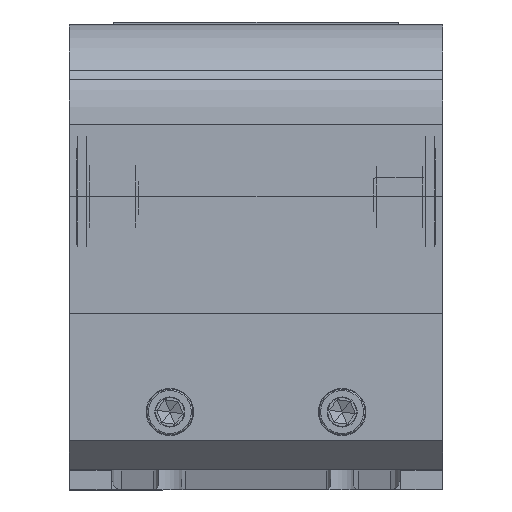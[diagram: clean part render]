
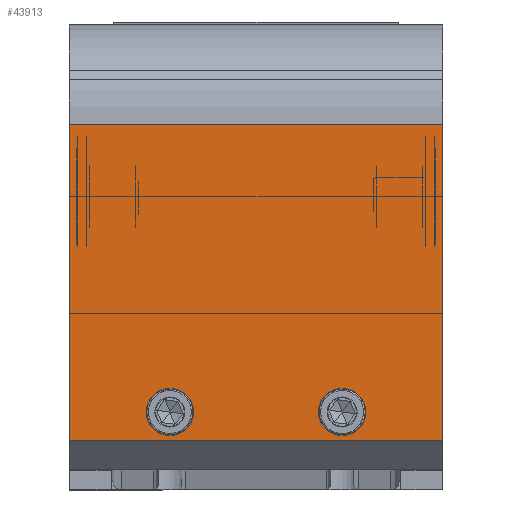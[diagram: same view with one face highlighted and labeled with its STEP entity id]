
A CAD part, top view. The second image highlights one B-rep face of the part: STEP entity #43913.
In plain terms, the highlighted planar face has unit normal (0, 0, 1).
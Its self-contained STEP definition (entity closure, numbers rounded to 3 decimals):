
#11701 = DIRECTION ( 'NONE',  ( -1., 0., 0. ) ) ;
#16877 = CARTESIAN_POINT ( 'NONE',  ( 208.467, 197.762, 762.525 ) ) ;
#20651 = CARTESIAN_POINT ( 'NONE',  ( 208.467, 307.762, 762.525 ) ) ;
#20704 = VERTEX_POINT ( 'NONE', #340346 ) ;
#31245 = ORIENTED_EDGE ( 'NONE', *, *, #228514, .F. ) ;
#32144 = AXIS2_PLACEMENT_3D ( 'NONE', #293761, #210082, #157507 ) ;
#36357 = CIRCLE ( 'NONE', #231972, 8.25 ) ;
#43913 = ADVANCED_FACE ( 'NONE', ( #255961, #310159, #304992 ), #95051, .F. ) ;
#47043 = EDGE_CURVE ( 'NONE', #70471, #162141, #93792, .T. ) ;
#52808 = ORIENTED_EDGE ( 'NONE', *, *, #345597, .F. ) ;
#65313 = DIRECTION ( 'NONE',  ( 0., 0., -1. ) ) ;
#68735 = CARTESIAN_POINT ( 'NONE',  ( 208.467, 197.762, 762.525 ) ) ;
#70471 = VERTEX_POINT ( 'NONE', #20651 ) ;
#83849 = ORIENTED_EDGE ( 'NONE', *, *, #47043, .F. ) ;
#87099 = EDGE_CURVE ( 'NONE', #70471, #202782, #176233, .T. ) ;
#90298 = DIRECTION ( 'NONE',  ( 0., -1., 0. ) ) ;
#92048 = CARTESIAN_POINT ( 'NONE',  ( 208.467, 197.762, 762.525 ) ) ;
#93792 = LINE ( 'NONE', #92048, #153961 ) ;
#95051 = PLANE ( 'NONE',  #326045 ) ;
#97107 = EDGE_LOOP ( 'NONE', ( #241918, #197510, #83849, #177917 ) ) ;
#98878 = AXIS2_PLACEMENT_3D ( 'NONE', #278234, #227610, #332397 ) ;
#98939 = DIRECTION ( 'NONE',  ( 0., 0., 1. ) ) ;
#109304 = VECTOR ( 'NONE', #11701, 1000. ) ;
#132016 = EDGE_CURVE ( 'NONE', #162141, #207904, #238033, .T. ) ;
#132983 = CARTESIAN_POINT ( 'NONE',  ( 208.467, 197.762, 762.525 ) ) ;
#142287 = DIRECTION ( 'NONE',  ( 1., 0., 0. ) ) ;
#151978 = CARTESIAN_POINT ( 'NONE',  ( 121.717, 207.762, 762.525 ) ) ;
#152823 = EDGE_CURVE ( 'NONE', #202782, #207904, #317790, .T. ) ;
#153961 = VECTOR ( 'NONE', #90298, 1000. ) ;
#157507 = DIRECTION ( 'NONE',  ( 1., 0., 0. ) ) ;
#162141 = VERTEX_POINT ( 'NONE', #16877 ) ;
#168569 = CARTESIAN_POINT ( 'NONE',  ( 113.467, 207.762, 762.525 ) ) ;
#169040 = CARTESIAN_POINT ( 'NONE',  ( 165.217, 207.762, 762.525 ) ) ;
#174896 = EDGE_CURVE ( 'NONE', #268880, #270897, #255248, .T. ) ;
#175688 = DIRECTION ( 'NONE',  ( -1., 0., 0. ) ) ;
#176233 = LINE ( 'NONE', #227026, #109304 ) ;
#177917 = ORIENTED_EDGE ( 'NONE', *, *, #87099, .T. ) ;
#179596 = CARTESIAN_POINT ( 'NONE',  ( 173.467, 207.762, 762.525 ) ) ;
#179762 = VECTOR ( 'NONE', #314890, 1000. ) ;
#185060 = CARTESIAN_POINT ( 'NONE',  ( 78.467, 197.762, 762.525 ) ) ;
#191401 = DIRECTION ( 'NONE',  ( 0., 0., 1. ) ) ;
#192321 = EDGE_CURVE ( 'NONE', #223759, #20704, #244673, .T. ) ;
#195043 = CARTESIAN_POINT ( 'NONE',  ( 78.467, 197.762, 762.525 ) ) ;
#197510 = ORIENTED_EDGE ( 'NONE', *, *, #132016, .F. ) ;
#200180 = ORIENTED_EDGE ( 'NONE', *, *, #192321, .F. ) ;
#202782 = VERTEX_POINT ( 'NONE', #337995 ) ;
#207904 = VERTEX_POINT ( 'NONE', #195043 ) ;
#210082 = DIRECTION ( 'NONE',  ( 0., 0., 1. ) ) ;
#223759 = VERTEX_POINT ( 'NONE', #169040 ) ;
#227026 = CARTESIAN_POINT ( 'NONE',  ( 208.467, 307.762, 762.525 ) ) ;
#227610 = DIRECTION ( 'NONE',  ( 0., 0., 1. ) ) ;
#228514 = EDGE_CURVE ( 'NONE', #270897, #268880, #36357, .T. ) ;
#231972 = AXIS2_PLACEMENT_3D ( 'NONE', #168569, #191401, #142287 ) ;
#236365 = CARTESIAN_POINT ( 'NONE',  ( 105.217, 207.762, 762.525 ) ) ;
#238033 = LINE ( 'NONE', #132983, #179762 ) ;
#241918 = ORIENTED_EDGE ( 'NONE', *, *, #152823, .T. ) ;
#244673 = CIRCLE ( 'NONE', #305977, 8.25 ) ;
#255248 = CIRCLE ( 'NONE', #98878, 8.25 ) ;
#255961 = FACE_BOUND ( 'NONE', #310548, .T. ) ;
#268880 = VERTEX_POINT ( 'NONE', #151978 ) ;
#270897 = VERTEX_POINT ( 'NONE', #236365 ) ;
#271236 = VECTOR ( 'NONE', #275744, 1000. ) ;
#275744 = DIRECTION ( 'NONE',  ( 0., -1., 0. ) ) ;
#278234 = CARTESIAN_POINT ( 'NONE',  ( 113.467, 207.762, 762.525 ) ) ;
#293761 = CARTESIAN_POINT ( 'NONE',  ( 173.467, 207.762, 762.525 ) ) ;
#304992 = FACE_OUTER_BOUND ( 'NONE', #97107, .T. ) ;
#305977 = AXIS2_PLACEMENT_3D ( 'NONE', #179596, #98939, #315768 ) ;
#306034 = CIRCLE ( 'NONE', #32144, 8.25 ) ;
#310159 = FACE_BOUND ( 'NONE', #334868, .T. ) ;
#310548 = EDGE_LOOP ( 'NONE', ( #321573, #31245 ) ) ;
#314890 = DIRECTION ( 'NONE',  ( -1., 0., 0. ) ) ;
#315768 = DIRECTION ( 'NONE',  ( 1., 0., 0. ) ) ;
#317790 = LINE ( 'NONE', #185060, #271236 ) ;
#321573 = ORIENTED_EDGE ( 'NONE', *, *, #174896, .F. ) ;
#326045 = AXIS2_PLACEMENT_3D ( 'NONE', #68735, #65313, #175688 ) ;
#332397 = DIRECTION ( 'NONE',  ( 1., 0., 0. ) ) ;
#334868 = EDGE_LOOP ( 'NONE', ( #52808, #200180 ) ) ;
#337995 = CARTESIAN_POINT ( 'NONE',  ( 78.467, 307.762, 762.525 ) ) ;
#340346 = CARTESIAN_POINT ( 'NONE',  ( 181.717, 207.762, 762.525 ) ) ;
#345597 = EDGE_CURVE ( 'NONE', #20704, #223759, #306034, .T. ) ;
